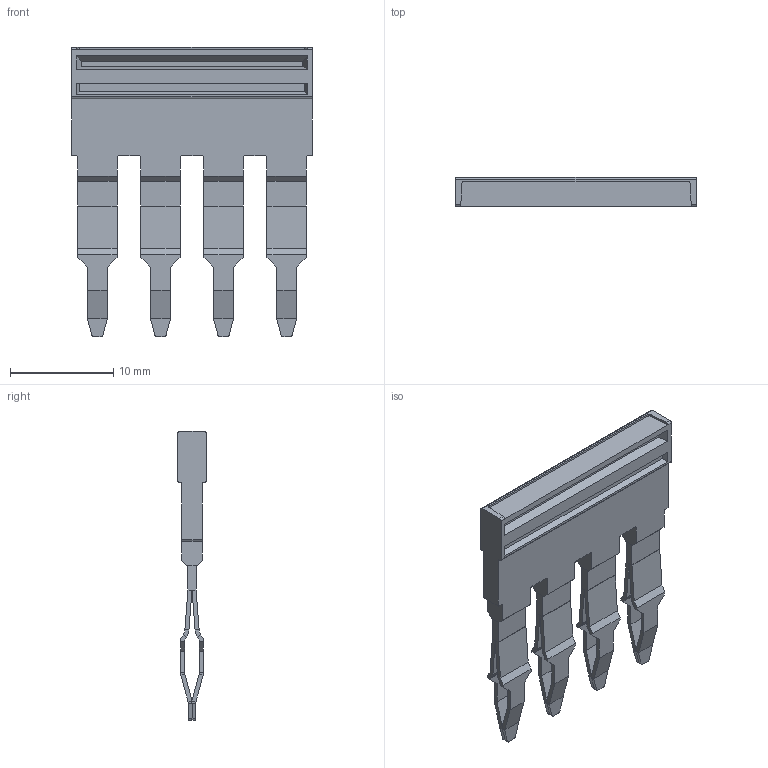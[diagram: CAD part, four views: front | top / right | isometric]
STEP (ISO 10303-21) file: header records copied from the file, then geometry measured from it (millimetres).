
FILE_DESCRIPTION(('CATIA V5 STEP Exchange','CAx-IF Rec.Pracs.--- Model Styling and Organization---1.4--- 2014-01-23'),'2;1');
FILE_NAME ('1373976-5_1', '2023-03-22T10:12:54+00:00', ('none'), ('Weidmueller'), 'CATIA Version 5-6 Release 2016 SP3 HF44', 'CATIA V5 STEP AP214', 'none');
FILE_SCHEMA(('AUTOMOTIVE_DESIGN { 1 0 10303 214 1 1 1 1 }'));
Length unit declared in the file: millimetre
Products named in the file (1): 2831820000
Bounding box: 23.3 x 2.8 x 27.95 mm (x, y, z)
Volume: 718.6 mm3; surface area: 1566 mm2
Topology: 5 solids, 5 shells, 373 faces, 1216 edges, 849 vertices
Faces by surface type: plane 318, cylinder 55
Entity records: 12271 total; most frequent: ORIENTED_EDGE 2432, CARTESIAN_POINT 2414, DIRECTION 1482, EDGE_CURVE 1216, VECTOR 1073, LINE 1073, VERTEX_POINT 849, EDGE_LOOP 377
